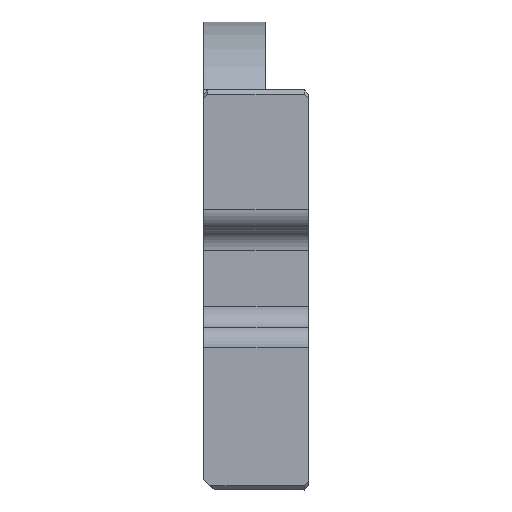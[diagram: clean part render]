
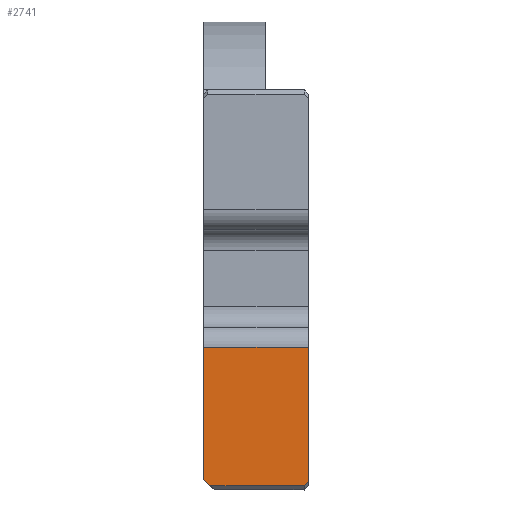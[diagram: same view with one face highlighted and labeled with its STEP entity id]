
A CAD part, left-side view. The second image highlights one B-rep face of the part: STEP entity #2741.
In plain terms, the highlighted planar face has unit normal (-1, 0, 0).
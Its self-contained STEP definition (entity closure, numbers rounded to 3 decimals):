
#99=PLANE('',#2969);
#214=FACE_OUTER_BOUND('',#378,.T.);
#378=EDGE_LOOP('',(#2135,#2136,#2137,#2138,#2139,#2140));
#536=LINE('',#4034,#814);
#615=LINE('',#4298,#893);
#616=LINE('',#4301,#894);
#617=LINE('',#4303,#895);
#618=LINE('',#4305,#896);
#619=LINE('',#4306,#897);
#814=VECTOR('',#3202,10.);
#893=VECTOR('',#3449,2.);
#894=VECTOR('',#3452,1000.);
#895=VECTOR('',#3453,1000.);
#896=VECTOR('',#3454,10.);
#897=VECTOR('',#3455,10.);
#1208=VERTEX_POINT('',#4031);
#1209=VERTEX_POINT('',#4033);
#1309=VERTEX_POINT('',#4294);
#1311=VERTEX_POINT('',#4300);
#1312=VERTEX_POINT('',#4302);
#1313=VERTEX_POINT('',#4304);
#1484=EDGE_CURVE('',#1208,#1209,#536,.T.);
#1614=EDGE_CURVE('',#1209,#1309,#615,.T.);
#1615=EDGE_CURVE('',#1311,#1208,#616,.T.);
#1616=EDGE_CURVE('',#1312,#1311,#617,.T.);
#1617=EDGE_CURVE('',#1312,#1313,#618,.T.);
#1618=EDGE_CURVE('',#1309,#1313,#619,.T.);
#2135=ORIENTED_EDGE('',*,*,#1614,.F.);
#2136=ORIENTED_EDGE('',*,*,#1484,.F.);
#2137=ORIENTED_EDGE('',*,*,#1615,.F.);
#2138=ORIENTED_EDGE('',*,*,#1616,.F.);
#2139=ORIENTED_EDGE('',*,*,#1617,.T.);
#2140=ORIENTED_EDGE('',*,*,#1618,.F.);
#2741=ADVANCED_FACE('',(#214),#99,.T.);
#2969=AXIS2_PLACEMENT_3D('',#4299,#3450,#3451);
#3202=DIRECTION('',(0.,0.,1.));
#3449=DIRECTION('',(0.,-1.,0.));
#3450=DIRECTION('center_axis',(-1.,0.,0.));
#3451=DIRECTION('ref_axis',(0.,0.,-1.));
#3452=DIRECTION('',(0.,0.707,0.707));
#3453=DIRECTION('',(0.,1.,0.));
#3454=DIRECTION('',(0.,-0.707,0.707));
#3455=DIRECTION('',(0.,0.,-1.));
#4031=CARTESIAN_POINT('',(-10.455,232.05,-19.25));
#4033=CARTESIAN_POINT('',(-10.455,232.05,-6.62));
#4034=CARTESIAN_POINT('',(-10.455,232.05,8.438));
#4294=CARTESIAN_POINT('',(-10.455,222.05,-6.62));
#4298=CARTESIAN_POINT('',(-10.455,222.05,-6.62));
#4299=CARTESIAN_POINT('Origin',(-10.455,226.05,18.));
#4300=CARTESIAN_POINT('',(-10.455,231.45,-19.85));
#4301=CARTESIAN_POINT('',(-10.455,239.613,-11.687));
#4302=CARTESIAN_POINT('',(-10.455,222.45,-19.85));
#4303=CARTESIAN_POINT('',(-10.455,226.05,-19.85));
#4304=CARTESIAN_POINT('',(-10.455,222.05,-19.45));
#4305=CARTESIAN_POINT('',(-10.455,213.988,-11.387));
#4306=CARTESIAN_POINT('',(-10.455,222.05,8.438));
